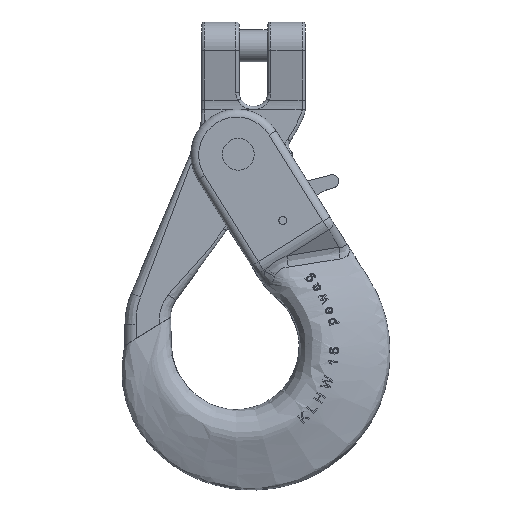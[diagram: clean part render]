
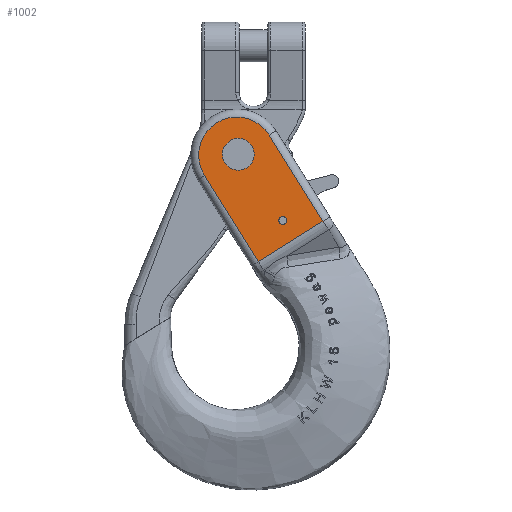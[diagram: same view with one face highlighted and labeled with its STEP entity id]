
A CAD part, top view. The second image highlights one B-rep face of the part: STEP entity #1002.
In plain terms, the highlighted planar face has unit normal (0, 0, 1).
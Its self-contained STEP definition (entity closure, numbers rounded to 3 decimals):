
#1002=ADVANCED_FACE('',(#1397,#1398,#1529),#1272,.T.);
#1272=PLANE('',#6459);
#1397=FACE_BOUND('',#1915,.T.);
#1398=FACE_BOUND('',#1916,.T.);
#1529=FACE_OUTER_BOUND('',#1917,.T.);
#1915=EDGE_LOOP('',(#3029));
#1916=EDGE_LOOP('',(#3030));
#1917=EDGE_LOOP('',(#3031,#3032,#3033,#3034));
#2266=CIRCLE('',#6444,10.);
#2268=CIRCLE('',#6447,2.5);
#2273=CIRCLE('',#6458,23.905);
#3029=ORIENTED_EDGE('',*,*,#5116,.F.);
#3030=ORIENTED_EDGE('',*,*,#5114,.F.);
#3031=ORIENTED_EDGE('',*,*,#5149,.T.);
#3032=ORIENTED_EDGE('',*,*,#5150,.T.);
#3033=ORIENTED_EDGE('',*,*,#5151,.T.);
#3034=ORIENTED_EDGE('',*,*,#5152,.T.);
#4436=VERTEX_POINT('',#11952);
#4438=VERTEX_POINT('',#11957);
#4467=VERTEX_POINT('',#12077);
#4468=VERTEX_POINT('',#12078);
#4469=VERTEX_POINT('',#12080);
#4470=VERTEX_POINT('',#12082);
#5114=EDGE_CURVE('',#4436,#4436,#2266,.T.);
#5116=EDGE_CURVE('',#4438,#4438,#2268,.T.);
#5149=EDGE_CURVE('',#4467,#4468,#5697,.T.);
#5150=EDGE_CURVE('',#4468,#4469,#5698,.T.);
#5151=EDGE_CURVE('',#4469,#4470,#2273,.T.);
#5152=EDGE_CURVE('',#4470,#4467,#5699,.T.);
#5697=LINE('',#12076,#5978);
#5698=LINE('',#12079,#5979);
#5699=LINE('',#12083,#5980);
#5978=VECTOR('',#7132,1.);
#5979=VECTOR('',#7133,1.);
#5980=VECTOR('',#7136,1.);
#6444=AXIS2_PLACEMENT_3D('',#11951,#7088,#7089);
#6447=AXIS2_PLACEMENT_3D('',#11956,#7094,#7095);
#6458=AXIS2_PLACEMENT_3D('',#12081,#7134,#7135);
#6459=AXIS2_PLACEMENT_3D('',#12084,#7137,#7138);
#7088=DIRECTION('',(0.,0.,1.));
#7089=DIRECTION('',(1.,0.,0.));
#7094=DIRECTION('',(0.,0.,1.));
#7095=DIRECTION('',(1.,0.,0.));
#7132=DIRECTION('',(0.848,0.53,0.));
#7133=DIRECTION('',(-0.53,0.848,0.));
#7134=DIRECTION('',(0.,0.,1.));
#7135=DIRECTION('',(1.,0.,0.));
#7136=DIRECTION('',(0.53,-0.848,0.));
#7137=DIRECTION('',(0.,0.,1.));
#7138=DIRECTION('',(1.,0.,0.));
#11951=CARTESIAN_POINT('',(1.889,120.,24.));
#11952=CARTESIAN_POINT('',(11.889,120.,24.));
#11956=CARTESIAN_POINT('',(29.827,78.498,24.));
#11957=CARTESIAN_POINT('',(32.327,78.498,24.));
#12076=CARTESIAN_POINT('',(59.234,80.709,24.));
#12077=CARTESIAN_POINT('',(14.449,52.724,24.));
#12078=CARTESIAN_POINT('',(54.994,78.059,24.));
#12079=CARTESIAN_POINT('',(21.249,132.063,24.));
#12080=CARTESIAN_POINT('',(21.249,132.063,24.));
#12081=CARTESIAN_POINT('',(0.976,119.395,24.));
#12082=CARTESIAN_POINT('',(-19.296,106.727,24.));
#12083=CARTESIAN_POINT('',(14.449,52.724,24.));
#12084=CARTESIAN_POINT('',(49.293,63.01,24.));
